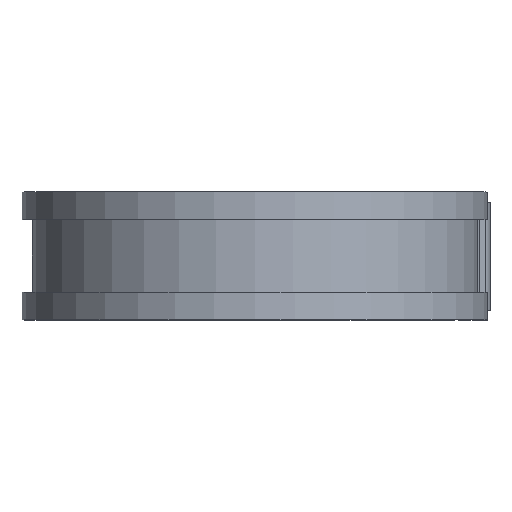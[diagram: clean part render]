
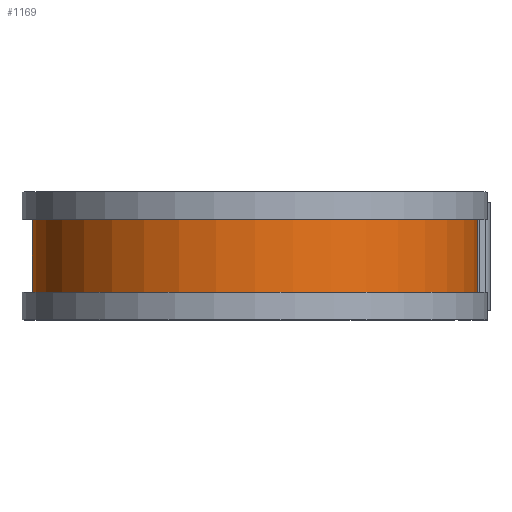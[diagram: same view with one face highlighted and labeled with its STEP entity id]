
A CAD part, top view. The second image highlights one B-rep face of the part: STEP entity #1169.
In plain terms, the highlighted cylindrical face has radius 32.906 mm (diameter 65.811 mm), a partial arc.
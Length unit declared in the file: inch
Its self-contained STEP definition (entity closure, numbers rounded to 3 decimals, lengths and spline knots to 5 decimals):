
#2 = CARTESIAN_POINT ( 'NONE',  ( 0., -0.2125, -1.2955 ) ) ;
#7 = EDGE_CURVE ( 'NONE', #99, #1339, #1623, .T. ) ;
#25 = DIRECTION ( 'NONE',  ( 0., -1., 0. ) ) ;
#99 = VERTEX_POINT ( 'NONE', #162 ) ;
#137 = CARTESIAN_POINT ( 'NONE',  ( 1.2955, 0.3125, 0. ) ) ;
#162 = CARTESIAN_POINT ( 'NONE',  ( 0., 0.2125, -1.2955 ) ) ;
#218 = CIRCLE ( 'NONE', #1697, 1.2955 ) ;
#258 = EDGE_CURVE ( 'NONE', #816, #1339, #322, .T. ) ;
#322 = CIRCLE ( 'NONE', #1410, 1.2955 ) ;
#397 = VECTOR ( 'NONE', #1314, 39.37008 ) ;
#615 = CARTESIAN_POINT ( 'NONE',  ( 1.2955, 0.2125, 0. ) ) ;
#654 = CARTESIAN_POINT ( 'NONE',  ( 1.2955, -0.2125, 0. ) ) ;
#671 = ORIENTED_EDGE ( 'NONE', *, *, #258, .F. ) ;
#687 = EDGE_CURVE ( 'NONE', #1630, #816, #751, .T. ) ;
#739 = CARTESIAN_POINT ( 'NONE',  ( 0., 0.2125, 0. ) ) ;
#751 = LINE ( 'NONE', #137, #397 ) ;
#808 = ORIENTED_EDGE ( 'NONE', *, *, #1423, .T. ) ;
#816 = VERTEX_POINT ( 'NONE', #654 ) ;
#826 = CARTESIAN_POINT ( 'NONE',  ( 0., 0.3125, 0. ) ) ;
#870 = ORIENTED_EDGE ( 'NONE', *, *, #7, .T. ) ;
#901 = DIRECTION ( 'NONE',  ( 0., 0., -1. ) ) ;
#1001 = DIRECTION ( 'NONE',  ( 0., 0., -1. ) ) ;
#1134 = DIRECTION ( 'NONE',  ( 0., 0., -1. ) ) ;
#1148 = DIRECTION ( 'NONE',  ( 0., -1., 0. ) ) ;
#1155 = CARTESIAN_POINT ( 'NONE',  ( 0., -0.2125, 0. ) ) ;
#1169 = ADVANCED_FACE ( 'NONE', ( #1611 ), #1560, .T. ) ;
#1314 = DIRECTION ( 'NONE',  ( 0., -1., 0. ) ) ;
#1339 = VERTEX_POINT ( 'NONE', #2 ) ;
#1371 = AXIS2_PLACEMENT_3D ( 'NONE', #826, #1581, #1001 ) ;
#1410 = AXIS2_PLACEMENT_3D ( 'NONE', #1155, #1148, #1134 ) ;
#1423 = EDGE_CURVE ( 'NONE', #1630, #99, #218, .T. ) ;
#1427 = DIRECTION ( 'NONE',  ( 0., -1., 0. ) ) ;
#1560 = CYLINDRICAL_SURFACE ( 'NONE', #1371, 1.2955 ) ;
#1581 = DIRECTION ( 'NONE',  ( 0., -1., 0. ) ) ;
#1611 = FACE_OUTER_BOUND ( 'NONE', #1724, .T. ) ;
#1612 = CARTESIAN_POINT ( 'NONE',  ( 0., 0.3125, -1.2955 ) ) ;
#1615 = VECTOR ( 'NONE', #1427, 39.37008 ) ;
#1617 = ORIENTED_EDGE ( 'NONE', *, *, #687, .F. ) ;
#1623 = LINE ( 'NONE', #1612, #1615 ) ;
#1630 = VERTEX_POINT ( 'NONE', #615 ) ;
#1697 = AXIS2_PLACEMENT_3D ( 'NONE', #739, #25, #901 ) ;
#1724 = EDGE_LOOP ( 'NONE', ( #1617, #808, #870, #671 ) ) ;
